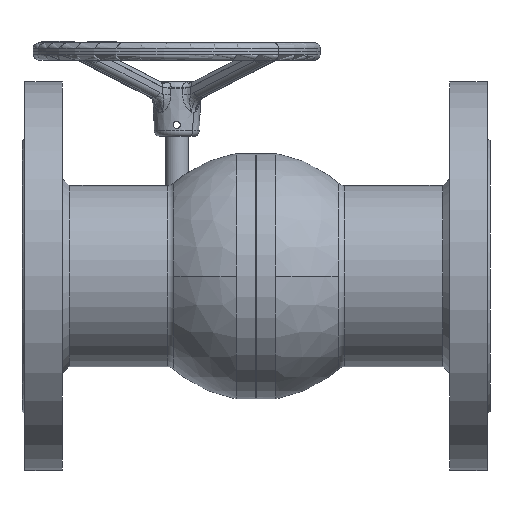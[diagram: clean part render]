
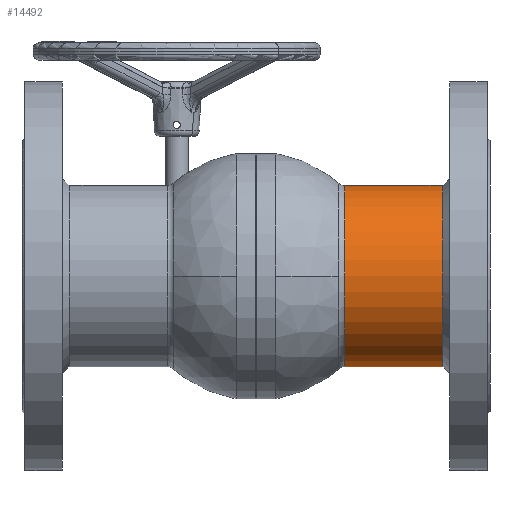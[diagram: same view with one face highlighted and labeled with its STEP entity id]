
A CAD part, front view. The second image highlights one B-rep face of the part: STEP entity #14492.
In plain terms, the highlighted cylindrical face has radius 63 mm (diameter 126 mm), a partial arc.
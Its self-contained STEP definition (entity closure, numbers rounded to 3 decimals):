
#434 = AXIS2_PLACEMENT_3D ( 'NONE', #22490, #40883, #37079 ) ;
#632 = DIRECTION ( 'NONE',  ( 0., 0., -1. ) ) ;
#2241 = ORIENTED_EDGE ( 'NONE', *, *, #14467, .T. ) ;
#4035 = CARTESIAN_POINT ( 'NONE',  ( 155., 71.142, 63. ) ) ;
#4436 = VERTEX_POINT ( 'NONE', #6758 ) ;
#4519 = CARTESIAN_POINT ( 'NONE',  ( 222.77, 71.142, -63. ) ) ;
#5710 = EDGE_CURVE ( 'NONE', #12954, #4436, #8724, .T. ) ;
#6758 = CARTESIAN_POINT ( 'NONE',  ( 61.57, 71.142, -63. ) ) ;
#8032 = DIRECTION ( 'NONE',  ( -1., 0., 0. ) ) ;
#8604 = ORIENTED_EDGE ( 'NONE', *, *, #21504, .F. ) ;
#8724 = CIRCLE ( 'NONE', #13313, 63. ) ;
#10774 = CYLINDRICAL_SURFACE ( 'NONE', #434, 63. ) ;
#10912 = CIRCLE ( 'NONE', #37629, 63. ) ;
#11972 = CARTESIAN_POINT ( 'NONE',  ( 222.77, 71.142, 63. ) ) ;
#12203 = DIRECTION ( 'NONE',  ( 1., 0., 0. ) ) ;
#12954 = VERTEX_POINT ( 'NONE', #38630 ) ;
#13313 = AXIS2_PLACEMENT_3D ( 'NONE', #23304, #19711, #34285 ) ;
#14467 = EDGE_CURVE ( 'NONE', #4436, #15240, #44197, .T. ) ;
#14492 = ADVANCED_FACE ( 'NONE', ( #43504 ), #10774, .T. ) ;
#15240 = VERTEX_POINT ( 'NONE', #23401 ) ;
#19711 = DIRECTION ( 'NONE',  ( 1., 0., 0. ) ) ;
#20276 = ORIENTED_EDGE ( 'NONE', *, *, #20815, .T. ) ;
#20815 = EDGE_CURVE ( 'NONE', #15240, #36262, #10912, .T. ) ;
#21504 = EDGE_CURVE ( 'NONE', #12954, #36262, #30612, .T. ) ;
#22396 = CARTESIAN_POINT ( 'NONE',  ( 155., 71.142, 0. ) ) ;
#22490 = CARTESIAN_POINT ( 'NONE',  ( 222.77, 71.142, 0. ) ) ;
#23304 = CARTESIAN_POINT ( 'NONE',  ( 61.57, 71.142, 0. ) ) ;
#23401 = CARTESIAN_POINT ( 'NONE',  ( 155., 71.142, -63. ) ) ;
#30612 = LINE ( 'NONE', #11972, #32315 ) ;
#32315 = VECTOR ( 'NONE', #12203, 1000. ) ;
#34038 = VECTOR ( 'NONE', #39937, 1000. ) ;
#34285 = DIRECTION ( 'NONE',  ( 0., 0., 1. ) ) ;
#36262 = VERTEX_POINT ( 'NONE', #4035 ) ;
#37079 = DIRECTION ( 'NONE',  ( 0., 0., 1. ) ) ;
#37629 = AXIS2_PLACEMENT_3D ( 'NONE', #22396, #8032, #632 ) ;
#38630 = CARTESIAN_POINT ( 'NONE',  ( 61.57, 71.142, 63. ) ) ;
#39564 = EDGE_LOOP ( 'NONE', ( #45736, #2241, #20276, #8604 ) ) ;
#39937 = DIRECTION ( 'NONE',  ( 1., 0., 0. ) ) ;
#40883 = DIRECTION ( 'NONE',  ( 1., 0., 0. ) ) ;
#43504 = FACE_OUTER_BOUND ( 'NONE', #39564, .T. ) ;
#44197 = LINE ( 'NONE', #4519, #34038 ) ;
#45736 = ORIENTED_EDGE ( 'NONE', *, *, #5710, .T. ) ;
